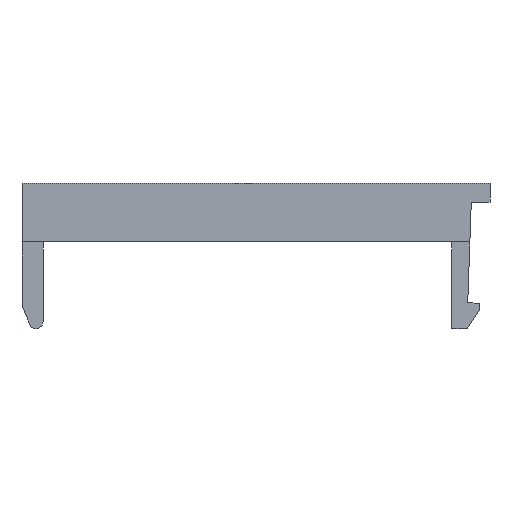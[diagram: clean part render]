
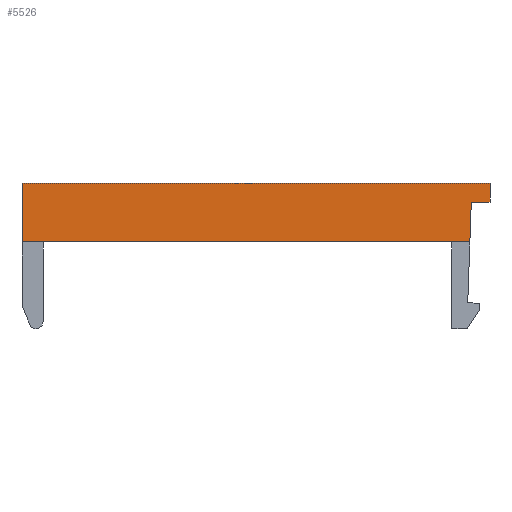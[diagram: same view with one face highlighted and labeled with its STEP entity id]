
A CAD part, front view. The second image highlights one B-rep face of the part: STEP entity #5526.
In plain terms, the highlighted planar face has unit normal (0, -1, 0).
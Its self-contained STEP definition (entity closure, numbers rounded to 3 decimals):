
#64 = VERTEX_POINT('',#65);
#65 = CARTESIAN_POINT('',(27.43,-316.05,2.5));
#73 = EDGE_CURVE('',#74,#64,#76,.T.);
#74 = VERTEX_POINT('',#75);
#75 = CARTESIAN_POINT('',(7.45,-316.05,2.5));
#76 = LINE('',#77,#78);
#77 = CARTESIAN_POINT('',(7.45,-316.05,2.5));
#78 = VECTOR('',#79,1.);
#79 = DIRECTION('',(1.,0.,0.));
#2756 = EDGE_CURVE('',#2757,#2759,#2761,.T.);
#2757 = VERTEX_POINT('',#2758);
#2758 = CARTESIAN_POINT('',(7.45,-316.05,0.));
#2759 = VERTEX_POINT('',#2760);
#2760 = CARTESIAN_POINT('',(26.571,-316.05,0.));
#2761 = LINE('',#2762,#2763);
#2762 = CARTESIAN_POINT('',(7.45,-316.05,0.));
#2763 = VECTOR('',#2764,1.);
#2764 = DIRECTION('',(1.,0.,0.));
#5499 = EDGE_CURVE('',#64,#5500,#5502,.T.);
#5500 = VERTEX_POINT('',#5501);
#5501 = CARTESIAN_POINT('',(27.43,-316.05,1.7));
#5502 = LINE('',#5503,#5504);
#5503 = CARTESIAN_POINT('',(27.43,-316.05,2.5));
#5504 = VECTOR('',#5505,1.);
#5505 = DIRECTION('',(-0.,-0.,-1.));
#5526 = ADVANCED_FACE('',(#5527),#5552,.F.);
#5527 = FACE_BOUND('',#5528,.T.);
#5528 = EDGE_LOOP('',(#5529,#5535,#5536,#5544,#5550,#5551));
#5529 = ORIENTED_EDGE('',*,*,#5530,.T.);
#5530 = EDGE_CURVE('',#74,#2757,#5531,.T.);
#5531 = LINE('',#5532,#5533);
#5532 = CARTESIAN_POINT('',(7.45,-316.05,2.5));
#5533 = VECTOR('',#5534,1.);
#5534 = DIRECTION('',(-0.,-0.,-1.));
#5535 = ORIENTED_EDGE('',*,*,#2756,.T.);
#5536 = ORIENTED_EDGE('',*,*,#5537,.T.);
#5537 = EDGE_CURVE('',#2759,#5538,#5540,.T.);
#5538 = VERTEX_POINT('',#5539);
#5539 = CARTESIAN_POINT('',(26.63,-316.05,1.7));
#5540 = LINE('',#5541,#5542);
#5541 = CARTESIAN_POINT('',(26.635,-316.05,
    1.83));
#5542 = VECTOR('',#5543,1.);
#5543 = DIRECTION('',(0.035,0.,0.999));
#5544 = ORIENTED_EDGE('',*,*,#5545,.T.);
#5545 = EDGE_CURVE('',#5538,#5500,#5546,.T.);
#5546 = LINE('',#5547,#5548);
#5547 = CARTESIAN_POINT('',(7.45,-316.05,1.7));
#5548 = VECTOR('',#5549,1.);
#5549 = DIRECTION('',(1.,0.,0.));
#5550 = ORIENTED_EDGE('',*,*,#5499,.F.);
#5551 = ORIENTED_EDGE('',*,*,#73,.F.);
#5552 = PLANE('',#5553);
#5553 = AXIS2_PLACEMENT_3D('',#5554,#5555,#5556);
#5554 = CARTESIAN_POINT('',(7.45,-316.05,2.5));
#5555 = DIRECTION('',(0.,1.,0.));
#5556 = DIRECTION('',(1.,0.,0.));
